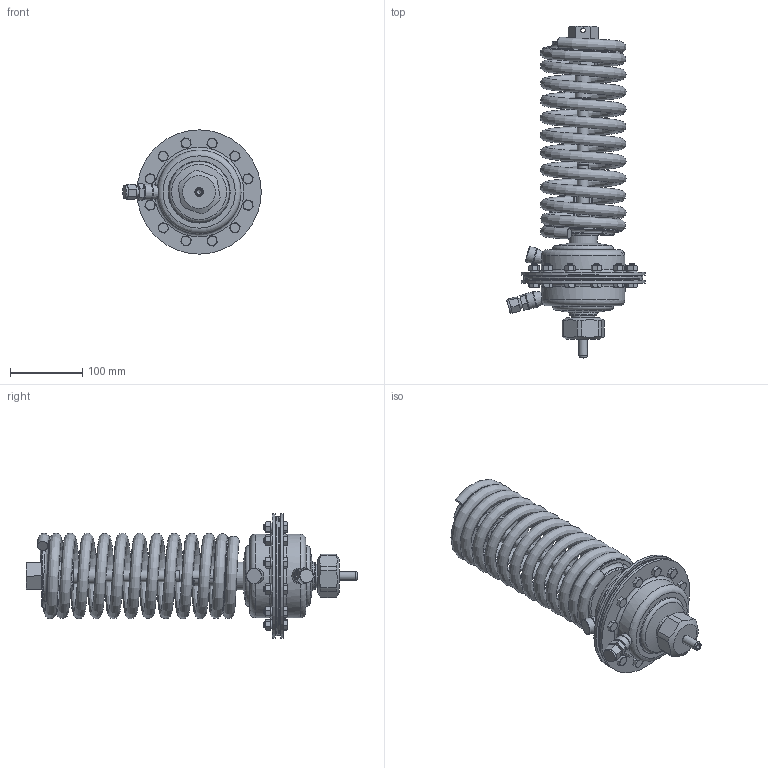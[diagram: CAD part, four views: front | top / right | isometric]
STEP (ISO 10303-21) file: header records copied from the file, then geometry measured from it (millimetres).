
FILE_DESCRIPTION (( 'STEP AP214' ), '1' );
FILE_NAME ('003G1007R.ZLSZXJG.DA2.Z32╱ZA4 自力式阀前控制执行机构组件250305.STEP', '2025-03-05T11:29:47', ( '' ), ( '' ), 'SwSTEP 2.0', 'SolidWorks 2020', '' );
FILE_SCHEMA (( 'AUTOMOTIVE_DESIGN' ));
Length unit declared in the file: millimetre
Products named in the file (1): 003G1007R.ZLSZXJG.DA2.Z32╱ZA4 自力式阀前控制执行机构组件250305
Bounding box: 191.72 x 459.57 x 172 mm (x, y, z)
Volume: 2278721.9 mm3; surface area: 380054.1 mm2
Topology: 1 solids, 15 shells, 847 faces, 2008 edges, 1257 vertices
Faces by surface type: plane 319, cone 300, cylinder 141, bspline 61, torus 23, sphere 3
Full cylindrical faces by diameter (mm): 6.5 x1, 6.8 x1, 8 x60, 8.3 x12, 12 x2, 13.5 x1, 14.5 x2, 16 x2, 17.4 x1, 18 x1, 18.5 x1, 20 x1, 21.8 x1, 22 x2, 32 x1, 38.5 x2, 116 x2, 128 x2, 165 x4, 172 x2
Entity records: 44840 total; most frequent: CARTESIAN_POINT 18547, ORIENTED_EDGE 3404, DIRECTION 3192, EDGE_CURVE 1702, AXIS2_PLACEMENT_3D 1415, EDGE_LOOP 1206, VERTEX_POINT 1136, FACE_OUTER_BOUND 970
